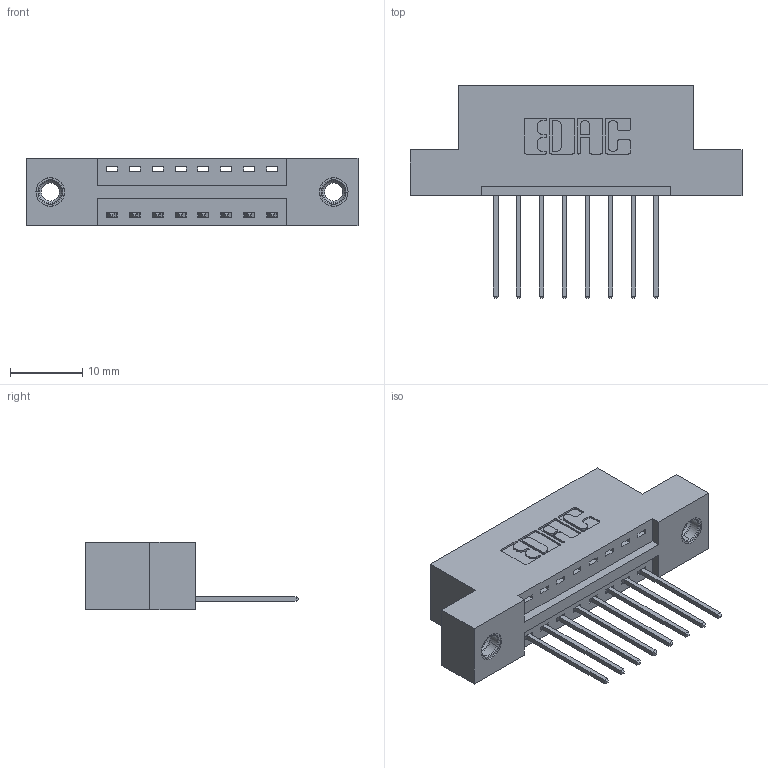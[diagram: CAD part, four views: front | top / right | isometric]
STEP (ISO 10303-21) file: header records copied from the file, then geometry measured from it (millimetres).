
FILE_DESCRIPTION (( 'STEP AP203' ), '1' );
FILE_NAME ('396-008-540-107.STEP', '2018-08-31T00:42:36', ( '' ), ( '' ), 'SwSTEP 2.0', 'SolidWorks 2016', '' );
FILE_SCHEMA (( 'CONFIG_CONTROL_DESIGN' ));
Length unit declared in the file: inch
Products named in the file (4): 345-250-001_345-250-005-103; 396-008-540-107; 346 Part_Flush Mounting Lugs - 0.156 Dia-TI; 345-292-001_345-293-140
Assembly tree (11 placements, depth 2):
  396-008-540-107
    346 Part_Flush Mounting Lugs - 0.156 Dia-TI
    345-292-001_345-293-140  x8
    345-250-001_345-250-005-103  x2
Bounding box: 45.97 x 29.46 x 9.4 mm (x, y, z)
Volume: 4163.8 mm3; surface area: 4951 mm2
Topology: 11 solids, 11 shells, 646 faces, 1873 edges, 1230 vertices
Faces by surface type: plane 428, cylinder 202, cone 12, torus 4
Entity records: 10746 total; most frequent: CARTESIAN_POINT 1835, ORIENTED_EDGE 1770, DIRECTION 1687, EDGE_CURVE 885, VECTOR 701, LINE 701, VERTEX_POINT 584, AXIS2_PLACEMENT_3D 493
